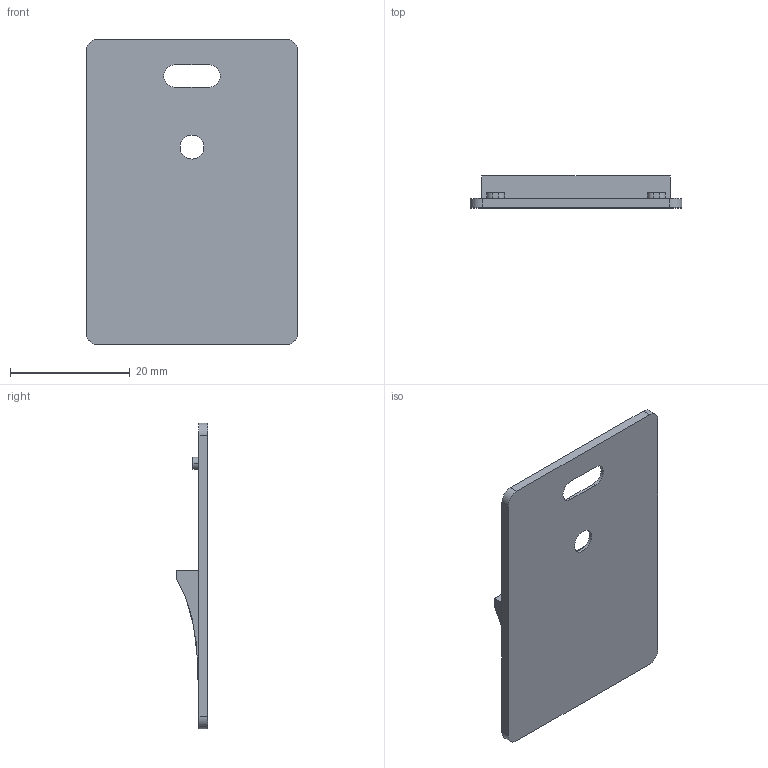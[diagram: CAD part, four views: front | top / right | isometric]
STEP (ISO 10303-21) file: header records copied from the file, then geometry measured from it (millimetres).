
FILE_DESCRIPTION (( 'STEP AP214' ), '1' );
FILE_NAME ('matrix lid.STEP', '2024-04-28T17:03:55', ( '' ), ( '' ), 'SwSTEP 2.0', 'SolidWorks 2023', '' );
FILE_SCHEMA (( 'AUTOMOTIVE_DESIGN' ));
Length unit declared in the file: millimetre
Products named in the file (1): matrix lid
Bounding box: 35.3 x 5.3 x 51 mm (x, y, z)
Volume: 3302.9 mm3; surface area: 4041.3 mm2
Topology: 1 solids, 1 shells, 43 faces, 108 edges, 70 vertices
Faces by surface type: plane 24, cylinder 16, cone 2, bspline 1
Entity records: 1325 total; most frequent: CARTESIAN_POINT 241, DIRECTION 224, ORIENTED_EDGE 216, EDGE_CURVE 108, AXIS2_PLACEMENT_3D 77, VECTOR 70, VERTEX_POINT 70, LINE 70
